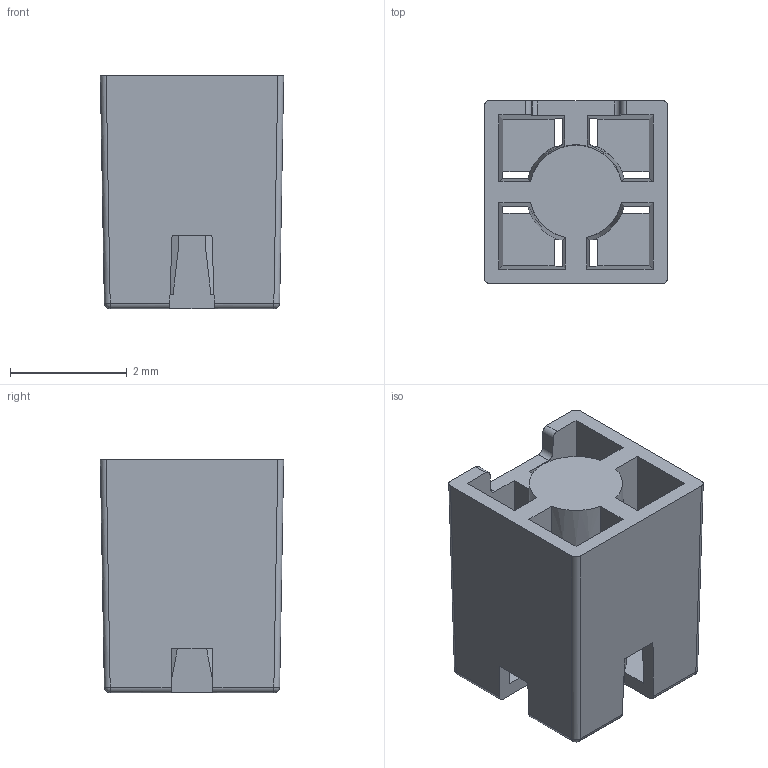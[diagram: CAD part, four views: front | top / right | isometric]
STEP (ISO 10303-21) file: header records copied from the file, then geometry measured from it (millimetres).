
FILE_DESCRIPTION( ( '' ), ' ' );
FILE_NAME( '5b43dedb5742240dc94591b4.step', '2018-07-09T22:17:00', ( '' ), ( '' ), ' ', ' ', ' ' );
FILE_SCHEMA( ( 'AUTOMOTIVE_DESIGN { 1 0 10303 214 1 1 1 1 }' ) );
Length unit declared in the file: metre
Products named in the file (34): Open CASCADE STEP translator 6.8 2; Open CASCADE STEP translator 6.8 1
Bounding box: 3.14 x 3.14 x 4 mm (x, y, z)
Volume: 19.2 mm3; surface area: 131.3 mm2
Topology: 1 solids, 1 shells, 73 faces, 276 edges, 224 vertices
Faces by surface type: plane 45, cylinder 18, cone 4, sphere 4, torus 2
Entity records: 5335 total; most frequent: CARTESIAN_POINT 743, DIRECTION 497, ORIENTED_EDGE 480, STYLED_ITEM 346, PRESENTATION_STYLE_ASSIGNMENT 346, COLOUR_RGB 346, CURVE_STYLE 273, DRAUGHTING_PRE_DEFINED_CURVE_FONT 273
